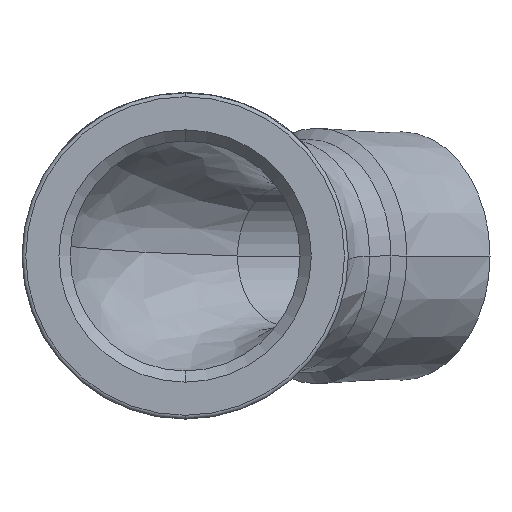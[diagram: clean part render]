
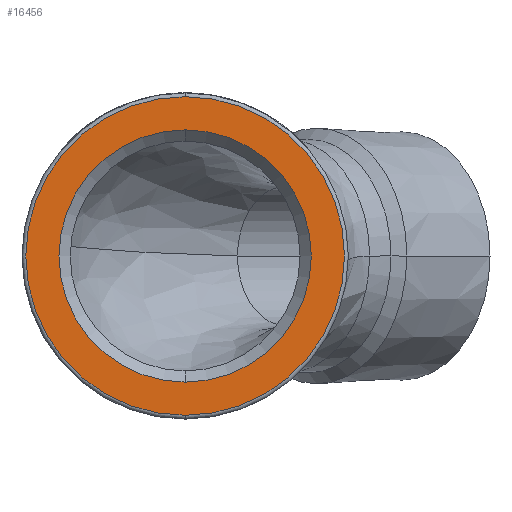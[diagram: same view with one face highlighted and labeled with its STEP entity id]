
A CAD part, front view. The second image highlights one B-rep face of the part: STEP entity #16456.
In plain terms, the highlighted planar face has unit normal (0, -1, 0).
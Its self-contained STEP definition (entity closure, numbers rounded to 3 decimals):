
#929 = CARTESIAN_POINT ( 'NONE',  ( 0., -29., 0. ) ) ;
#1563 = PLANE ( 'NONE',  #15000 ) ;
#1681 = EDGE_CURVE ( 'NONE', #14746, #13820, #4928, .T. ) ;
#1691 = DIRECTION ( 'NONE',  ( 0., 0., -1. ) ) ;
#1790 = AXIS2_PLACEMENT_3D ( 'NONE', #6885, #11065, #12432 ) ;
#2548 = DIRECTION ( 'NONE',  ( 0., -1., 0. ) ) ;
#2579 = VERTEX_POINT ( 'NONE', #15137 ) ;
#3326 = AXIS2_PLACEMENT_3D ( 'NONE', #929, #2548, #12084 ) ;
#4198 = FACE_BOUND ( 'NONE', #15823, .T. ) ;
#4291 = CARTESIAN_POINT ( 'NONE',  ( 0., -29., 16.625 ) ) ;
#4928 = CIRCLE ( 'NONE', #10795, 16.625 ) ;
#5435 = DIRECTION ( 'NONE',  ( 0., -1., 0. ) ) ;
#5737 = VERTEX_POINT ( 'NONE', #15462 ) ;
#5923 = CIRCLE ( 'NONE', #15891, 16.625 ) ;
#6462 = EDGE_CURVE ( 'NONE', #5737, #2579, #16521, .T. ) ;
#6885 = CARTESIAN_POINT ( 'NONE',  ( 0., -29., 0. ) ) ;
#7691 = ORIENTED_EDGE ( 'NONE', *, *, #9744, .T. ) ;
#8239 = DIRECTION ( 'NONE',  ( 0., -1., 0. ) ) ;
#8661 = DIRECTION ( 'NONE',  ( 0., 0., -1. ) ) ;
#9731 = CARTESIAN_POINT ( 'NONE',  ( 16.625, -29., 0. ) ) ;
#9744 = EDGE_CURVE ( 'NONE', #2579, #5737, #16000, .T. ) ;
#10222 = EDGE_LOOP ( 'NONE', ( #12984, #7691 ) ) ;
#10795 = AXIS2_PLACEMENT_3D ( 'NONE', #12545, #12713, #8661 ) ;
#11065 = DIRECTION ( 'NONE',  ( 0., -1., 0. ) ) ;
#11457 = FACE_OUTER_BOUND ( 'NONE', #10222, .T. ) ;
#12084 = DIRECTION ( 'NONE',  ( 0., 0., -1. ) ) ;
#12432 = DIRECTION ( 'NONE',  ( 0., 0., -1. ) ) ;
#12537 = CARTESIAN_POINT ( 'NONE',  ( 0., -29., 0. ) ) ;
#12545 = CARTESIAN_POINT ( 'NONE',  ( 0., -29., 0. ) ) ;
#12713 = DIRECTION ( 'NONE',  ( 0., -1., 0. ) ) ;
#12984 = ORIENTED_EDGE ( 'NONE', *, *, #6462, .T. ) ;
#13547 = EDGE_CURVE ( 'NONE', #13820, #14746, #5923, .T. ) ;
#13820 = VERTEX_POINT ( 'NONE', #15912 ) ;
#14115 = ORIENTED_EDGE ( 'NONE', *, *, #1681, .F. ) ;
#14746 = VERTEX_POINT ( 'NONE', #4291 ) ;
#14974 = DIRECTION ( 'NONE',  ( 0., 0., -1. ) ) ;
#15000 = AXIS2_PLACEMENT_3D ( 'NONE', #9731, #8239, #1691 ) ;
#15137 = CARTESIAN_POINT ( 'NONE',  ( 0., -29., 21. ) ) ;
#15462 = CARTESIAN_POINT ( 'NONE',  ( 0., -29., -21. ) ) ;
#15738 = ORIENTED_EDGE ( 'NONE', *, *, #13547, .F. ) ;
#15823 = EDGE_LOOP ( 'NONE', ( #15738, #14115 ) ) ;
#15891 = AXIS2_PLACEMENT_3D ( 'NONE', #12537, #5435, #14974 ) ;
#15912 = CARTESIAN_POINT ( 'NONE',  ( 0., -29., -16.625 ) ) ;
#16000 = CIRCLE ( 'NONE', #3326, 21. ) ;
#16456 = ADVANCED_FACE ( 'NONE', ( #11457, #4198 ), #1563, .T. ) ;
#16521 = CIRCLE ( 'NONE', #1790, 21. ) ;
